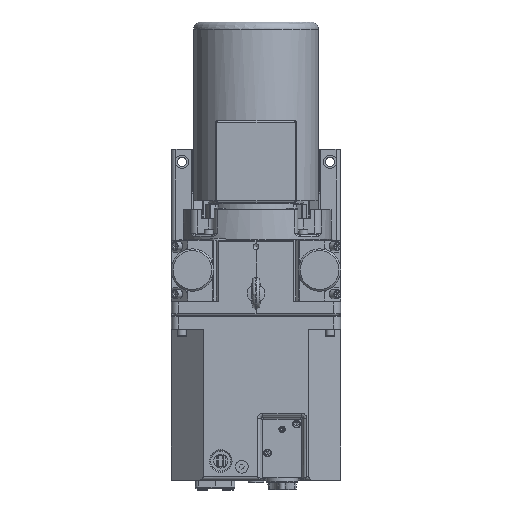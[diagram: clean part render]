
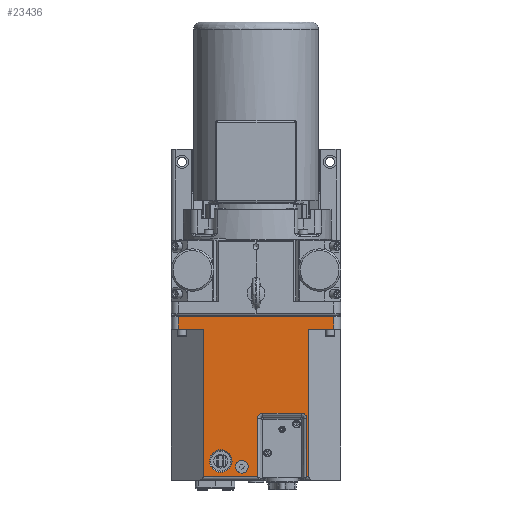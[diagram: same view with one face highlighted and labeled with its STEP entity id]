
A CAD part, top view. The second image highlights one B-rep face of the part: STEP entity #23436.
In plain terms, the highlighted planar face has unit normal (0, 0, 1).
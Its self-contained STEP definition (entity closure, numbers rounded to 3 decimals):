
#880=FACE_BOUND('',#8210,.T.);
#881=FACE_BOUND('',#8211,.T.);
#2572=LINE('',#41055,#4487);
#2574=LINE('',#41066,#4489);
#2575=LINE('',#41068,#4490);
#2576=LINE('',#41079,#4491);
#2646=LINE('',#41271,#4561);
#2649=LINE('',#41276,#4564);
#2653=LINE('',#41285,#4568);
#2688=LINE('',#41398,#4603);
#2692=LINE('',#41541,#4607);
#2693=LINE('',#41542,#4608);
#2694=LINE('',#41544,#4609);
#2695=LINE('',#41545,#4610);
#4487=VECTOR('',#30636,55.);
#4489=VECTOR('',#30650,82.5);
#4490=VECTOR('',#30653,220.);
#4491=VECTOR('',#30666,82.5);
#4561=VECTOR('',#30854,35.);
#4564=VECTOR('',#30859,17.991);
#4568=VECTOR('',#30869,17.991);
#4603=VECTOR('',#30960,35.);
#4607=VECTOR('',#30984,209.);
#4608=VECTOR('',#30985,77.);
#4609=VECTOR('',#30986,3.);
#4610=VECTOR('',#30987,209.);
#5469=PLANE('',#25388);
#6701=FACE_OUTER_BOUND('',#8209,.T.);
#8209=EDGE_LOOP('',(#20302,#20303,#20304,#20305,#20306,#20307,#20308,#20309,
#20310,#20311,#20312,#20313,#20314,#20315));
#8210=EDGE_LOOP('',(#20316));
#8211=EDGE_LOOP('',(#20317));
#8992=CIRCLE('',#25272,7.5);
#8995=CIRCLE('',#25277,7.5);
#8997=CIRCLE('',#25283,16.);
#8998=CIRCLE('',#25285,9.);
#11141=VERTEX_POINT('',#40959);
#11157=VERTEX_POINT('',#41011);
#11168=VERTEX_POINT('',#41048);
#11169=VERTEX_POINT('',#41050);
#11170=VERTEX_POINT('',#41054);
#11171=VERTEX_POINT('',#41058);
#11173=VERTEX_POINT('',#41063);
#11174=VERTEX_POINT('',#41070);
#11175=VERTEX_POINT('',#41073);
#11176=VERTEX_POINT('',#41076);
#11238=VERTEX_POINT('',#41267);
#11240=VERTEX_POINT('',#41270);
#11243=VERTEX_POINT('',#41283);
#11293=VERTEX_POINT('',#41396);
#11297=VERTEX_POINT('',#41540);
#11298=VERTEX_POINT('',#41543);
#14171=EDGE_CURVE('',#11168,#11169,#8992,.T.);
#14173=EDGE_CURVE('',#11169,#11170,#2572,.T.);
#14175=EDGE_CURVE('',#11170,#11171,#8995,.T.);
#14179=EDGE_CURVE('',#11171,#11173,#2574,.T.);
#14180=EDGE_CURVE('',#11157,#11141,#2575,.T.);
#14181=EDGE_CURVE('',#11174,#11174,#8997,.T.);
#14182=EDGE_CURVE('',#11175,#11175,#8998,.T.);
#14184=EDGE_CURVE('',#11176,#11168,#2576,.T.);
#14277=EDGE_CURVE('',#11238,#11240,#2646,.T.);
#14280=EDGE_CURVE('',#11141,#11238,#2649,.T.);
#14285=EDGE_CURVE('',#11243,#11157,#2653,.T.);
#14339=EDGE_CURVE('',#11293,#11243,#2688,.T.);
#14349=EDGE_CURVE('',#11297,#11293,#2692,.T.);
#14350=EDGE_CURVE('',#11173,#11297,#2693,.T.);
#14351=EDGE_CURVE('',#11298,#11176,#2694,.T.);
#14352=EDGE_CURVE('',#11298,#11240,#2695,.T.);
#20302=ORIENTED_EDGE('',*,*,#14180,.F.);
#20303=ORIENTED_EDGE('',*,*,#14285,.F.);
#20304=ORIENTED_EDGE('',*,*,#14339,.F.);
#20305=ORIENTED_EDGE('',*,*,#14349,.F.);
#20306=ORIENTED_EDGE('',*,*,#14350,.F.);
#20307=ORIENTED_EDGE('',*,*,#14179,.F.);
#20308=ORIENTED_EDGE('',*,*,#14175,.F.);
#20309=ORIENTED_EDGE('',*,*,#14173,.F.);
#20310=ORIENTED_EDGE('',*,*,#14171,.F.);
#20311=ORIENTED_EDGE('',*,*,#14184,.F.);
#20312=ORIENTED_EDGE('',*,*,#14351,.F.);
#20313=ORIENTED_EDGE('',*,*,#14352,.T.);
#20314=ORIENTED_EDGE('',*,*,#14277,.F.);
#20315=ORIENTED_EDGE('',*,*,#14280,.F.);
#20316=ORIENTED_EDGE('',*,*,#14182,.T.);
#20317=ORIENTED_EDGE('',*,*,#14181,.T.);
#23436=ADVANCED_FACE('',(#6701,#880,#881),#5469,.T.);
#25272=AXIS2_PLACEMENT_3D('',#41051,#30630,#30631);
#25277=AXIS2_PLACEMENT_3D('',#41059,#30641,#30642);
#25283=AXIS2_PLACEMENT_3D('',#41071,#30656,#30657);
#25285=AXIS2_PLACEMENT_3D('',#41074,#30660,#30661);
#25388=AXIS2_PLACEMENT_3D('',#41539,#30982,#30983);
#30630=DIRECTION('center_axis',(0.,0.,
1.));
#30631=DIRECTION('ref_axis',(0.707,0.707,0.));
#30636=DIRECTION('',(-1.,0.,0.));
#30641=DIRECTION('center_axis',(0.,0.,
1.));
#30642=DIRECTION('ref_axis',(-0.707,0.707,0.));
#30650=DIRECTION('',(0.,-1.,0.));
#30653=DIRECTION('',(1.,0.,0.));
#30656=DIRECTION('center_axis',(0.,0.,
-1.));
#30657=DIRECTION('ref_axis',(-1.,0.,0.));
#30660=DIRECTION('center_axis',(0.,0.,
-1.));
#30661=DIRECTION('ref_axis',(-1.,0.,0.));
#30666=DIRECTION('',(0.,1.,0.));
#30854=DIRECTION('',(-1.,0.,0.));
#30859=DIRECTION('',(0.,-1.,0.));
#30869=DIRECTION('',(0.,1.,0.));
#30960=DIRECTION('',(-1.,0.,0.));
#30982=DIRECTION('center_axis',(0.,0.,
1.));
#30983=DIRECTION('ref_axis',(0.,1.,0.));
#30984=DIRECTION('',(0.,1.,0.));
#30985=DIRECTION('',(-1.,0.,0.));
#30986=DIRECTION('',(-1.,0.,0.));
#30987=DIRECTION('',(0.,1.,0.));
#40959=CARTESIAN_POINT('',(110.,-56.009,145.));
#41011=CARTESIAN_POINT('',(-110.,-56.009,145.));
#41048=CARTESIAN_POINT('',(72.,-200.5,145.));
#41050=CARTESIAN_POINT('',(64.5,-193.,145.));
#41051=CARTESIAN_POINT('Origin',(64.5,-200.5,145.));
#41054=CARTESIAN_POINT('',(9.5,-193.,145.));
#41055=CARTESIAN_POINT('',(-26.5,-193.,145.));
#41058=CARTESIAN_POINT('',(2.,-200.5,145.));
#41059=CARTESIAN_POINT('Origin',(9.5,-200.5,145.));
#41063=CARTESIAN_POINT('',(2.,-283.,145.));
#41066=CARTESIAN_POINT('',(2.,-126.,145.));
#41068=CARTESIAN_POINT('',(-60.,-56.009,145.));
#41070=CARTESIAN_POINT('',(-66.,-261.,145.));
#41071=CARTESIAN_POINT('Origin',(-50.,-261.,145.));
#41073=CARTESIAN_POINT('',(-28.587,-266.304,145.));
#41074=CARTESIAN_POINT('Origin',(-20.,-269.,145.));
#41076=CARTESIAN_POINT('',(72.,-283.,145.));
#41079=CARTESIAN_POINT('',(72.,-171.,145.));
#41267=CARTESIAN_POINT('',(110.,-74.,145.));
#41270=CARTESIAN_POINT('',(75.,-74.,145.));
#41271=CARTESIAN_POINT('',(-60.,-74.,145.));
#41276=CARTESIAN_POINT('',(110.,-54.,145.));
#41283=CARTESIAN_POINT('',(-110.,-74.,145.));
#41285=CARTESIAN_POINT('',(-110.,-54.,145.));
#41396=CARTESIAN_POINT('',(-75.,-74.,145.));
#41398=CARTESIAN_POINT('',(-60.,-74.,145.));
#41539=CARTESIAN_POINT('Origin',(-120.,-54.,145.));
#41540=CARTESIAN_POINT('',(-75.,-283.,145.));
#41541=CARTESIAN_POINT('',(-75.,-288.,145.));
#41542=CARTESIAN_POINT('',(-7.663,-283.,145.));
#41543=CARTESIAN_POINT('',(75.,-283.,145.));
#41544=CARTESIAN_POINT('',(-7.663,-283.,145.));
#41545=CARTESIAN_POINT('',(75.,-288.,145.));
